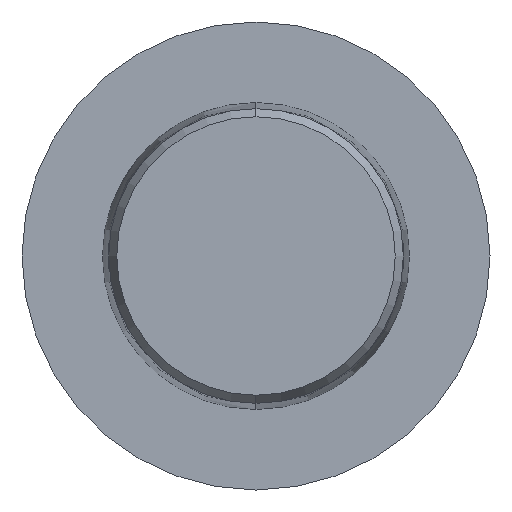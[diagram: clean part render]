
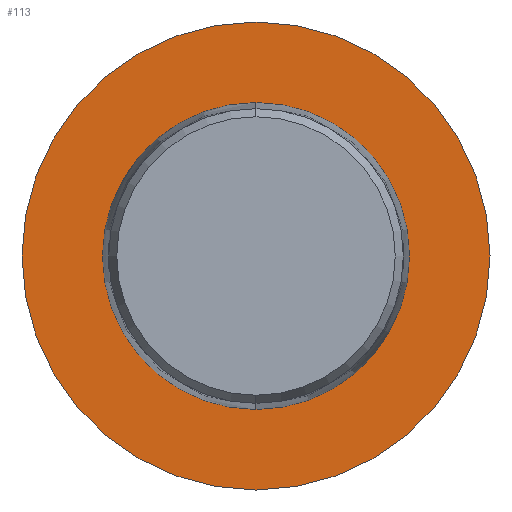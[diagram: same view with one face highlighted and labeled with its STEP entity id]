
A CAD part, left-side view. The second image highlights one B-rep face of the part: STEP entity #113.
In plain terms, the highlighted planar face has unit normal (-1, 0, 0).
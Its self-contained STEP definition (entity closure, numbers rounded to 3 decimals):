
#6 = CARTESIAN_POINT ( 'NONE',  ( 0., 0., -25. ) ) ;
#8 = EDGE_CURVE ( 'NONE', #345, #283, #96, .T. ) ;
#22 = DIRECTION ( 'NONE',  ( 1., 0., 0. ) ) ;
#34 = AXIS2_PLACEMENT_3D ( 'NONE', #158, #22, #323 ) ;
#46 = DIRECTION ( 'NONE',  ( 1., 0., 0. ) ) ;
#54 = CARTESIAN_POINT ( 'NONE',  ( 0., 0., 0. ) ) ;
#57 = VERTEX_POINT ( 'NONE', #151 ) ;
#60 = AXIS2_PLACEMENT_3D ( 'NONE', #54, #236, #134 ) ;
#65 = DIRECTION ( 'NONE',  ( 0., 0., -1. ) ) ;
#72 = DIRECTION ( 'NONE',  ( 0., 0., -1. ) ) ;
#77 = EDGE_CURVE ( 'NONE', #160, #57, #299, .T. ) ;
#78 = EDGE_LOOP ( 'NONE', ( #294, #289 ) ) ;
#84 = FACE_OUTER_BOUND ( 'NONE', #78, .T. ) ;
#85 = AXIS2_PLACEMENT_3D ( 'NONE', #202, #316, #72 ) ;
#87 = DIRECTION ( 'NONE',  ( -1., 0., 0. ) ) ;
#96 = CIRCLE ( 'NONE', #60, 25. ) ;
#101 = ORIENTED_EDGE ( 'NONE', *, *, #218, .T. ) ;
#113 = ADVANCED_FACE ( 'NONE', ( #214, #84 ), #189, .T. ) ;
#117 = AXIS2_PLACEMENT_3D ( 'NONE', #302, #87, #331 ) ;
#122 = CARTESIAN_POINT ( 'NONE',  ( 0., 0., 0. ) ) ;
#134 = DIRECTION ( 'NONE',  ( 0., 0., -1. ) ) ;
#135 = CIRCLE ( 'NONE', #180, 16.4 ) ;
#141 = CARTESIAN_POINT ( 'NONE',  ( 0., 0., -16.4 ) ) ;
#151 = CARTESIAN_POINT ( 'NONE',  ( 0., 0., 16.4 ) ) ;
#158 = CARTESIAN_POINT ( 'NONE',  ( 0., 0., 0. ) ) ;
#160 = VERTEX_POINT ( 'NONE', #141 ) ;
#180 = AXIS2_PLACEMENT_3D ( 'NONE', #122, #46, #65 ) ;
#189 = PLANE ( 'NONE',  #117 ) ;
#202 = CARTESIAN_POINT ( 'NONE',  ( 0., 0., 0. ) ) ;
#214 = FACE_BOUND ( 'NONE', #253, .T. ) ;
#215 = CIRCLE ( 'NONE', #85, 25. ) ;
#218 = EDGE_CURVE ( 'NONE', #57, #160, #135, .T. ) ;
#236 = DIRECTION ( 'NONE',  ( 1., 0., 0. ) ) ;
#253 = EDGE_LOOP ( 'NONE', ( #293, #101 ) ) ;
#283 = VERTEX_POINT ( 'NONE', #286 ) ;
#286 = CARTESIAN_POINT ( 'NONE',  ( 0., 0., 25. ) ) ;
#289 = ORIENTED_EDGE ( 'NONE', *, *, #304, .F. ) ;
#293 = ORIENTED_EDGE ( 'NONE', *, *, #77, .T. ) ;
#294 = ORIENTED_EDGE ( 'NONE', *, *, #8, .F. ) ;
#299 = CIRCLE ( 'NONE', #34, 16.4 ) ;
#302 = CARTESIAN_POINT ( 'NONE',  ( 0., 25., 0. ) ) ;
#304 = EDGE_CURVE ( 'NONE', #283, #345, #215, .T. ) ;
#316 = DIRECTION ( 'NONE',  ( 1., 0., 0. ) ) ;
#323 = DIRECTION ( 'NONE',  ( 0., 0., -1. ) ) ;
#331 = DIRECTION ( 'NONE',  ( 0., 0., 1. ) ) ;
#345 = VERTEX_POINT ( 'NONE', #6 ) ;
